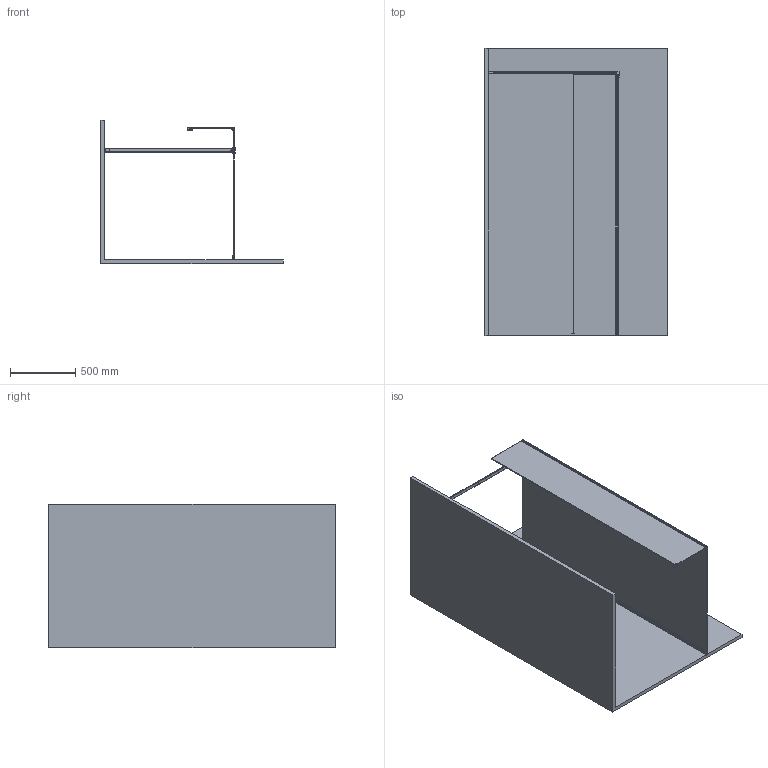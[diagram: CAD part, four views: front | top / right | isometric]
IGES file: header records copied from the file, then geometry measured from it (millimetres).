
Start section: SolidWorks IGES file using NURBS representation for surfaces
Global section: file name: kado-b.IGS; native system: SolidWorks 2014; preprocessor: SolidWorks 2014; author: StephenT; date: 150123.145157; units: millimetre
Bounding box: 1400 x 2200 x 1100 mm (x, y, z)
Volume: 184860931 mm3; surface area: 17374374.9 mm2
Topology: 18 solids, 18 shells, 737 faces, 3731 edges, 4862 vertices
Faces by surface type: bspline 737
